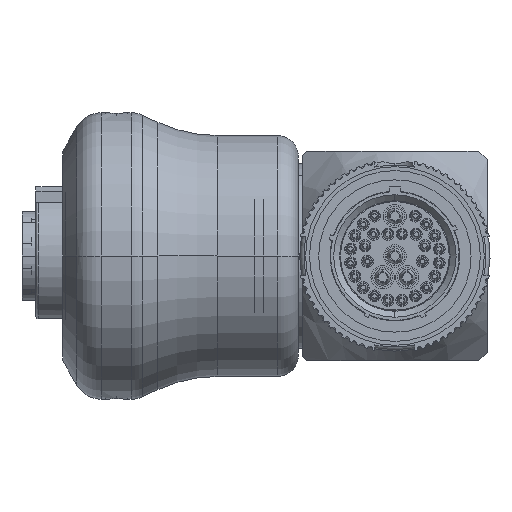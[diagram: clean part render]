
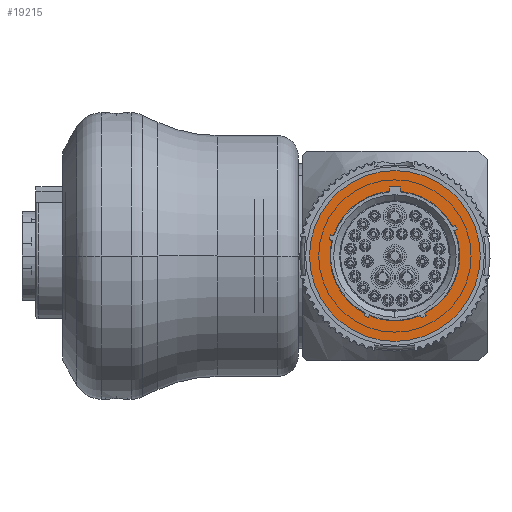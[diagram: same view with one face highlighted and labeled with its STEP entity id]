
A CAD part, left-side view. The second image highlights one B-rep face of the part: STEP entity #19215.
In plain terms, the highlighted planar face has unit normal (-1, 0, 0).
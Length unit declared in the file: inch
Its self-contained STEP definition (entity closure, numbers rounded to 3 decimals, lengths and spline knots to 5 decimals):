
#5919=CARTESIAN_POINT('',(-7.824,0.,0.));
#5920=DIRECTION('',(1.,0.,0.));
#5921=DIRECTION('',(0.,0.,1.));
#5922=AXIS2_PLACEMENT_3D('',#5919,#5920,#5921);
#5924=CARTESIAN_POINT('',(-7.824,0.,0.));
#5925=DIRECTION('',(-1.,0.,0.));
#5926=DIRECTION('',(0.,0.,1.));
#5927=AXIS2_PLACEMENT_3D('',#5924,#5925,#5926);
#5929=DIRECTION('',(0.,1.,0.));
#5930=VECTOR('',#5929,0.07928);
#5931=CARTESIAN_POINT('',(-7.824,-0.03964,0.494));
#5932=LINE('',#5931,#5930);
#5933=DIRECTION('',(0.,0.272,-0.962));
#5934=VECTOR('',#5933,0.03692);
#5935=CARTESIAN_POINT('',(-7.824,0.46016,0.1521));
#5936=LINE('',#5935,#5934);
#5937=DIRECTION('',(0.,-0.903,-0.43));
#5938=VECTOR('',#5937,0.03231);
#5939=CARTESIAN_POINT('',(-7.824,0.2207,-0.42674));
#5940=LINE('',#5939,#5938);
#5941=DIRECTION('',(0.,-0.903,0.43));
#5942=VECTOR('',#5941,0.03403);
#5943=CARTESIAN_POINT('',(-7.824,-0.19237,-0.44285));
#5944=LINE('',#5943,#5942);
#5945=DIRECTION('',(0.,0.501,0.866));
#5946=VECTOR('',#5945,0.00658);
#5947=CARTESIAN_POINT('',(-7.824,-0.2231,-0.42823));
#5948=LINE('',#5947,#5946);
#5949=DIRECTION('',(0.,0.461,0.887));
#5950=VECTOR('',#5949,0.01228);
#5951=CARTESIAN_POINT('',(-7.824,-0.2198,-0.42253));
#5952=LINE('',#5951,#5950);
#5953=DIRECTION('',(0.,0.425,0.905));
#5954=VECTOR('',#5953,0.03001);
#5955=CARTESIAN_POINT('',(-7.824,-0.44526,0.19304));
#5956=LINE('',#5955,#5954);
#5957=CARTESIAN_POINT('',(-7.824,0.,0.));
#5958=DIRECTION('',(1.,0.,0.));
#5959=DIRECTION('',(0.,-0.085,0.996));
#5960=AXIS2_PLACEMENT_3D('',#5957,#5958,#5959);
#5974=DIRECTION('',(0.,-0.891,0.454));
#5975=VECTOR('',#5974,0.02132);
#5976=CARTESIAN_POINT('',(-7.824,-0.41349,0.21053));
#5977=LINE('',#5976,#5975);
#6055=DIRECTION('',(0.,-0.411,0.912));
#6056=VECTOR('',#6055,0.01645);
#6057=CARTESIAN_POINT('',(-7.824,0.2207,-0.42674));
#6058=LINE('',#6057,#6056);
#6067=DIRECTION('',(0.,0.411,-0.912));
#6068=VECTOR('',#6067,0.01646);
#6069=CARTESIAN_POINT('',(-7.824,0.18476,-0.42563));
#6070=LINE('',#6069,#6068);
#6097=DIRECTION('',(0.,0.501,0.866));
#6098=VECTOR('',#6097,0.01895);
#6099=CARTESIAN_POINT('',(-7.824,-0.19237,-0.44285));
#6100=LINE('',#6099,#6098);
#6148=DIRECTION('',(0.,0.891,-0.454));
#6149=VECTOR('',#6148,0.02135);
#6150=CARTESIAN_POINT('',(-7.824,-0.44526,0.19304));
#6151=LINE('',#6150,#6149);
#6156=CARTESIAN_POINT('',(-7.824,0.,0.));
#6157=DIRECTION('',(1.,0.,0.));
#6158=DIRECTION('',(0.,-0.919,0.395));
#6159=AXIS2_PLACEMENT_3D('',#6156,#6157,#6158);
#6169=CARTESIAN_POINT('',(-7.824,0.,0.));
#6170=DIRECTION('',(1.,0.,0.));
#6171=DIRECTION('',(0.,-0.394,-0.919));
#6172=AXIS2_PLACEMENT_3D('',#6169,#6170,#6171);
#6195=CARTESIAN_POINT('',(-7.824,0.,0.));
#6196=DIRECTION('',(-1.,0.,0.));
#6197=DIRECTION('',(0.,0.97,0.241));
#6198=AXIS2_PLACEMENT_3D('',#6195,#6196,#6197);
#6212=DIRECTION('',(0.,0.974,0.229));
#6213=VECTOR('',#6212,0.02045);
#6214=CARTESIAN_POINT('',(-7.824,0.4503,0.1119));
#6215=LINE('',#6214,#6213);
#6228=DIRECTION('',(0.,-0.974,-0.229));
#6229=VECTOR('',#6228,0.02073);
#6230=CARTESIAN_POINT('',(-7.824,0.46016,0.1521));
#6231=LINE('',#6230,#6229);
#6232=CARTESIAN_POINT('',(-7.824,0.,0.));
#6233=DIRECTION('',(-1.,0.,0.));
#6234=DIRECTION('',(0.,0.085,0.996));
#6235=AXIS2_PLACEMENT_3D('',#6232,#6233,#6234);
#6249=DIRECTION('',(0.,0.,1.));
#6250=VECTOR('',#6249,0.0317);
#6251=CARTESIAN_POINT('',(-7.824,0.03964,0.4623));
#6252=LINE('',#6251,#6250);
#6296=DIRECTION('',(0.,0.,-1.));
#6297=VECTOR('',#6296,0.0317);
#6298=CARTESIAN_POINT('',(-7.824,-0.03964,0.494));
#6299=LINE('',#6298,#6297);
#12055=CARTESIAN_POINT('',(-7.824,0.,0.611));
#12056=CARTESIAN_POINT('',(-7.824,0.,-0.611));
#12057=VERTEX_POINT('',#12055);
#12058=VERTEX_POINT('',#12056);
#12134=CARTESIAN_POINT('',(-7.824,-0.03964,0.4623));
#12135=CARTESIAN_POINT('',(-7.824,-0.41349,0.21053));
#12136=VERTEX_POINT('',#12134);
#12137=VERTEX_POINT('',#12135);
#12138=CARTESIAN_POINT('',(-7.824,-0.42624,0.18336));
#12139=CARTESIAN_POINT('',(-7.824,-0.21414,-0.41163));
#12140=VERTEX_POINT('',#12138);
#12141=VERTEX_POINT('',#12139);
#12142=CARTESIAN_POINT('',(-7.824,0.03964,0.4623));
#12143=CARTESIAN_POINT('',(-7.824,0.43998,0.14736));
#12144=VERTEX_POINT('',#12142);
#12145=VERTEX_POINT('',#12143);
#12146=CARTESIAN_POINT('',(-7.824,0.4503,0.1119));
#12147=CARTESIAN_POINT('',(-7.824,0.21394,-0.41174));
#12148=VERTEX_POINT('',#12146);
#12149=VERTEX_POINT('',#12147);
#12200=CARTESIAN_POINT('',(-7.824,-0.44526,0.19304));
#12201=CARTESIAN_POINT('',(-7.824,-0.43249,0.2202));
#12202=VERTEX_POINT('',#12200);
#12203=VERTEX_POINT('',#12201);
#12204=CARTESIAN_POINT('',(-7.824,-0.19237,-0.44285));
#12205=CARTESIAN_POINT('',(-7.824,-0.2231,-0.42823));
#12206=VERTEX_POINT('',#12204);
#12207=VERTEX_POINT('',#12205);
#12208=CARTESIAN_POINT('',(-7.824,-0.2198,-0.42253));
#12209=VERTEX_POINT('',#12208);
#12210=CARTESIAN_POINT('',(-7.824,0.2207,-0.42674));
#12211=CARTESIAN_POINT('',(-7.824,0.19153,-0.44063));
#12212=VERTEX_POINT('',#12210);
#12213=VERTEX_POINT('',#12211);
#12214=CARTESIAN_POINT('',(-7.824,-0.03964,0.494));
#12215=CARTESIAN_POINT('',(-7.824,0.03964,0.494));
#12216=VERTEX_POINT('',#12214);
#12217=VERTEX_POINT('',#12215);
#12218=CARTESIAN_POINT('',(-7.824,0.46016,0.1521));
#12219=CARTESIAN_POINT('',(-7.824,0.47021,0.11658));
#12220=VERTEX_POINT('',#12218);
#12221=VERTEX_POINT('',#12219);
#12222=CARTESIAN_POINT('',(-7.824,-0.18288,-0.42644));
#12223=VERTEX_POINT('',#12222);
#12224=CARTESIAN_POINT('',(-7.824,0.18476,-0.42563));
#12225=VERTEX_POINT('',#12224);
#19162=CARTESIAN_POINT('',(-7.824,0.,0.));
#19163=DIRECTION('',(1.,0.,0.));
#19164=DIRECTION('',(0.,0.,1.));
#19165=AXIS2_PLACEMENT_3D('',#19162,#19163,#19164);
#19166=PLANE('',#19165);
#19167=ORIENTED_EDGE('',*,*,#19142,.T.);
#19168=ORIENTED_EDGE('',*,*,#19156,.F.);
#19169=EDGE_LOOP('',(#19167,#19168));
#19170=FACE_OUTER_BOUND('',#19169,.F.);
#19172=ORIENTED_EDGE('',*,*,#19171,.F.);
#19174=ORIENTED_EDGE('',*,*,#19173,.F.);
#19176=ORIENTED_EDGE('',*,*,#19175,.T.);
#19178=ORIENTED_EDGE('',*,*,#19177,.F.);
#19180=ORIENTED_EDGE('',*,*,#19179,.T.);
#19182=ORIENTED_EDGE('',*,*,#19181,.F.);
#19184=ORIENTED_EDGE('',*,*,#19183,.T.);
#19186=ORIENTED_EDGE('',*,*,#19185,.F.);
#19188=ORIENTED_EDGE('',*,*,#19187,.T.);
#19190=ORIENTED_EDGE('',*,*,#19189,.F.);
#19192=ORIENTED_EDGE('',*,*,#19191,.T.);
#19194=ORIENTED_EDGE('',*,*,#19193,.F.);
#19196=ORIENTED_EDGE('',*,*,#19195,.F.);
#19198=ORIENTED_EDGE('',*,*,#19197,.F.);
#19200=ORIENTED_EDGE('',*,*,#19199,.T.);
#19202=ORIENTED_EDGE('',*,*,#19201,.T.);
#19204=ORIENTED_EDGE('',*,*,#19203,.T.);
#19206=ORIENTED_EDGE('',*,*,#19205,.F.);
#19208=ORIENTED_EDGE('',*,*,#19207,.F.);
#19210=ORIENTED_EDGE('',*,*,#19209,.T.);
#19212=ORIENTED_EDGE('',*,*,#19211,.F.);
#19213=EDGE_LOOP('',(#19172,#19174,#19176,#19178,#19180,#19182,#19184,#19186,
#19188,#19190,#19192,#19194,#19196,#19198,#19200,#19202,#19204,#19206,#19208,
#19210,#19212));
#19214=FACE_BOUND('',#19213,.F.);
#19215=ADVANCED_FACE('',(#19170,#19214),#19166,.F.);
#5923=CIRCLE('',#5922,0.611);
#5928=CIRCLE('',#5927,0.611);
#5961=CIRCLE('',#5960,0.464);
#6160=CIRCLE('',#6159,0.464);
#6173=CIRCLE('',#6172,0.464);
#6199=CIRCLE('',#6198,0.464);
#6236=CIRCLE('',#6235,0.464);
#19142=EDGE_CURVE('',#12057,#12058,#5923,.T.);
#19156=EDGE_CURVE('',#12057,#12058,#5928,.T.);
#19171=EDGE_CURVE('',#12136,#12137,#5961,.T.);
#19173=EDGE_CURVE('',#12216,#12136,#6299,.T.);
#19175=EDGE_CURVE('',#12216,#12217,#5932,.T.);
#19177=EDGE_CURVE('',#12144,#12217,#6252,.T.);
#19179=EDGE_CURVE('',#12144,#12145,#6236,.T.);
#19181=EDGE_CURVE('',#12220,#12145,#6231,.T.);
#19183=EDGE_CURVE('',#12220,#12221,#5936,.T.);
#19185=EDGE_CURVE('',#12148,#12221,#6215,.T.);
#19187=EDGE_CURVE('',#12148,#12149,#6199,.T.);
#19189=EDGE_CURVE('',#12212,#12149,#6058,.T.);
#19191=EDGE_CURVE('',#12212,#12213,#5940,.T.);
#19193=EDGE_CURVE('',#12225,#12213,#6070,.T.);
#19195=EDGE_CURVE('',#12223,#12225,#6173,.T.);
#19197=EDGE_CURVE('',#12206,#12223,#6100,.T.);
#19199=EDGE_CURVE('',#12206,#12207,#5944,.T.);
#19201=EDGE_CURVE('',#12207,#12209,#5948,.T.);
#19203=EDGE_CURVE('',#12209,#12141,#5952,.T.);
#19205=EDGE_CURVE('',#12140,#12141,#6160,.T.);
#19207=EDGE_CURVE('',#12202,#12140,#6151,.T.);
#19209=EDGE_CURVE('',#12202,#12203,#5956,.T.);
#19211=EDGE_CURVE('',#12137,#12203,#5977,.T.);
